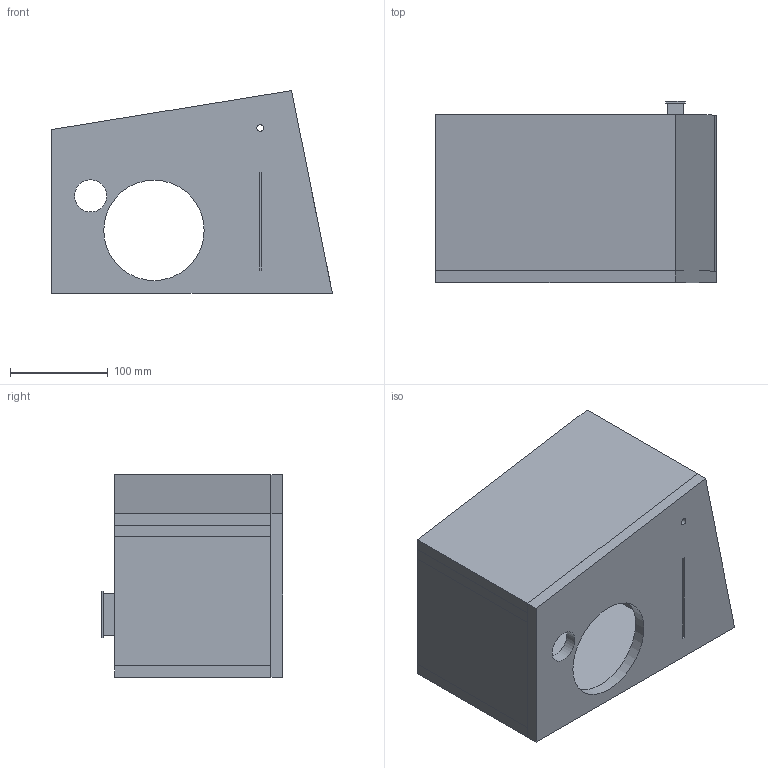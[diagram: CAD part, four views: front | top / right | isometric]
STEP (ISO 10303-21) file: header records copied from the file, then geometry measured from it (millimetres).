
FILE_DESCRIPTION( ( '' ), ' ' );
FILE_NAME( '57fabe9c3e172d110f44a486.step', '2016-10-09T22:03:09', ( '' ), ( '' ), ' ', ' ', ' ' );
FILE_SCHEMA( ( 'AUTOMOTIVE_DESIGN { 1 0 10303 214 1 1 1 1 }' ) );
Length unit declared in the file: metre
Products named in the file (11): Assem1; Bodenplatte; Deckel1; Deckel2; Frontplatte; Abgrenzung; Seite_Links; Seite_Rechts; Netzteil; Part 1
Assembly tree (10 placements, depth 2):
  Assem1
    Bodenplatte
    Deckel1
    Deckel2
    Frontplatte
    Abgrenzung
    Seite_Links
    Seite_Rechts
    Netzteil
    Part 1
    Part 1
Bounding box: 288 x 186 x 208.01 mm (x, y, z)
Volume: 2981187.3 mm3; surface area: 575612.8 mm2
Topology: 10 solids, 10 shells, 93 faces, 209 edges, 140 vertices
Faces by surface type: plane 88, cylinder 5
Full cylindrical faces by diameter (mm): 2.8 x2, 7 x1, 33 x1, 103 x1
Entity records: 2711 total; most frequent: CARTESIAN_POINT 444, DIRECTION 420, ORIENTED_EDGE 404, EDGE_CURVE 202, LINE 192, VECTOR 192, VERTEX_POINT 138, AXIS2_PLACEMENT_3D 114
